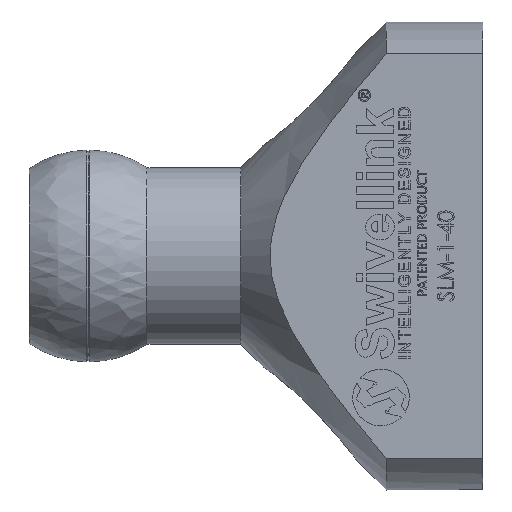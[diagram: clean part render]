
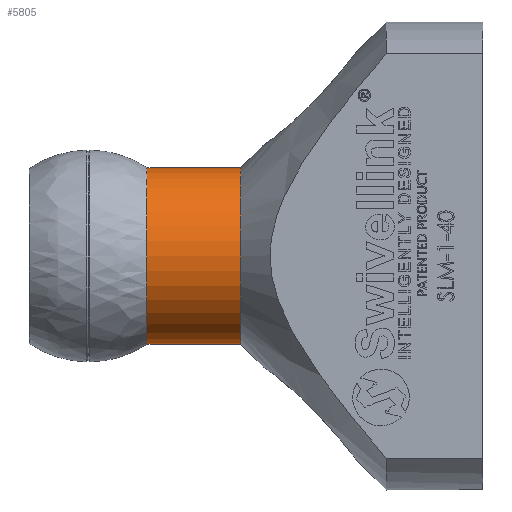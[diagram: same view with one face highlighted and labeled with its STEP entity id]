
A CAD part, left-side view. The second image highlights one B-rep face of the part: STEP entity #5805.
In plain terms, the highlighted cylindrical face has radius 11.906 mm (diameter 23.812 mm), a partial arc.
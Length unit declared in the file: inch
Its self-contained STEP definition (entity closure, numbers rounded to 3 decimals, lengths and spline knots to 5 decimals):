
#293 = VERTEX_POINT ( 'NONE', #3344 ) ;
#296 = CARTESIAN_POINT ( 'NONE',  ( 0., 1.02625, -0.46875 ) ) ;
#315 = DIRECTION ( 'NONE',  ( 0., -1., 0. ) ) ;
#660 = CIRCLE ( 'NONE', #7701, 0.46875 ) ;
#862 = VECTOR ( 'NONE', #10973, 39.37008 ) ;
#1235 = EDGE_CURVE ( 'NONE', #8849, #2489, #10903, .T. ) ;
#1254 = CARTESIAN_POINT ( 'NONE',  ( 0., -2.3622, 0. ) ) ;
#1973 = ORIENTED_EDGE ( 'NONE', *, *, #9200, .F. ) ;
#2128 = CARTESIAN_POINT ( 'NONE',  ( 0., 1.52349, -0.46875 ) ) ;
#2246 = CARTESIAN_POINT ( 'NONE',  ( 0., 1.52349, 0.46875 ) ) ;
#2489 = VERTEX_POINT ( 'NONE', #2128 ) ;
#2708 = ORIENTED_EDGE ( 'NONE', *, *, #8972, .F. ) ;
#3265 = AXIS2_PLACEMENT_3D ( 'NONE', #7794, #4961, #8733 ) ;
#3344 = CARTESIAN_POINT ( 'NONE',  ( 0., 1.02625, 0.46875 ) ) ;
#3491 = DIRECTION ( 'NONE',  ( 0., 0., -1. ) ) ;
#4032 = FACE_OUTER_BOUND ( 'NONE', #12332, .T. ) ;
#4206 = ORIENTED_EDGE ( 'NONE', *, *, #1235, .T. ) ;
#4610 = ORIENTED_EDGE ( 'NONE', *, *, #4655, .F. ) ;
#4655 = EDGE_CURVE ( 'NONE', #293, #10006, #660, .T. ) ;
#4961 = DIRECTION ( 'NONE',  ( 0., -1., 0. ) ) ;
#5138 = CARTESIAN_POINT ( 'NONE',  ( 0., -2.3622, 0.46875 ) ) ;
#5805 = ADVANCED_FACE ( 'NONE', ( #4032 ), #9813, .T. ) ;
#5854 = DIRECTION ( 'NONE',  ( 0., 0., -1. ) ) ;
#6790 = AXIS2_PLACEMENT_3D ( 'NONE', #1254, #315, #5854 ) ;
#7701 = AXIS2_PLACEMENT_3D ( 'NONE', #8275, #12106, #3491 ) ;
#7794 = CARTESIAN_POINT ( 'NONE',  ( 0., 1.52349, 0. ) ) ;
#8275 = CARTESIAN_POINT ( 'NONE',  ( 0., 1.02625, 0. ) ) ;
#8538 = CARTESIAN_POINT ( 'NONE',  ( 0., -2.3622, -0.46875 ) ) ;
#8733 = DIRECTION ( 'NONE',  ( 0., 0., -1. ) ) ;
#8849 = VERTEX_POINT ( 'NONE', #2246 ) ;
#8972 = EDGE_CURVE ( 'NONE', #10006, #2489, #9411, .T. ) ;
#9200 = EDGE_CURVE ( 'NONE', #8849, #293, #9976, .T. ) ;
#9411 = LINE ( 'NONE', #8538, #11292 ) ;
#9813 = CYLINDRICAL_SURFACE ( 'NONE', #6790, 0.46875 ) ;
#9976 = LINE ( 'NONE', #5138, #862 ) ;
#10006 = VERTEX_POINT ( 'NONE', #296 ) ;
#10903 = CIRCLE ( 'NONE', #3265, 0.46875 ) ;
#10973 = DIRECTION ( 'NONE',  ( 0., -1., 0. ) ) ;
#11292 = VECTOR ( 'NONE', #12308, 39.37008 ) ;
#12106 = DIRECTION ( 'NONE',  ( 0., -1., 0. ) ) ;
#12308 = DIRECTION ( 'NONE',  ( 0., 1., 0. ) ) ;
#12332 = EDGE_LOOP ( 'NONE', ( #2708, #4610, #1973, #4206 ) ) ;
